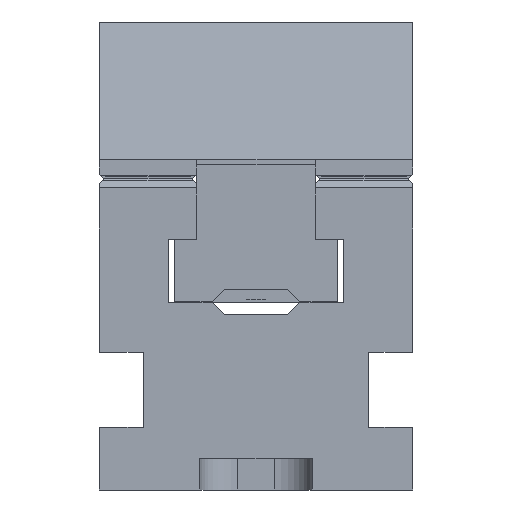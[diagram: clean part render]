
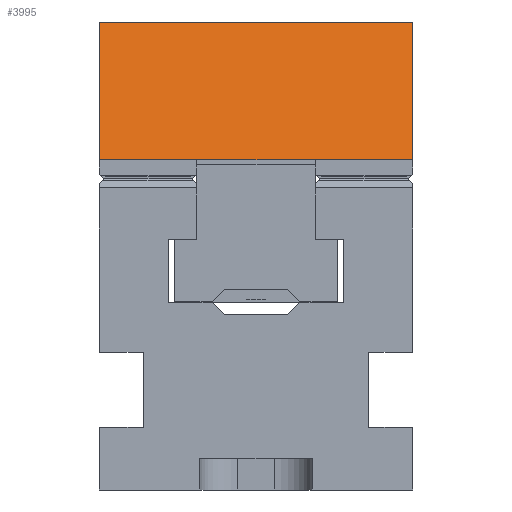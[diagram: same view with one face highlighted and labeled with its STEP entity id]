
A CAD part, front view. The second image highlights one B-rep face of the part: STEP entity #3995.
In plain terms, the highlighted face is planar.
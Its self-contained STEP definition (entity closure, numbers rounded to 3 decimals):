
#3995 = ADVANCED_FACE( '', ( #11311 ), #11312, .T. );
#11311 = FACE_OUTER_BOUND( '', #22229, .T. );
#11312 = PLANE( '', #22230 );
#22229 = EDGE_LOOP( '', ( #33446, #33447, #33448, #33449, #33450, #33451, #33452, #33453 ) );
#22230 = AXIS2_PLACEMENT_3D( '', #33454, #33455, #33456 );
#33446 = ORIENTED_EDGE( '', *, *, #68156, .F. );
#33447 = ORIENTED_EDGE( '', *, *, #68157, .T. );
#33448 = ORIENTED_EDGE( '', *, *, #68158, .F. );
#33449 = ORIENTED_EDGE( '', *, *, #68159, .F. );
#33450 = ORIENTED_EDGE( '', *, *, #68160, .T. );
#33451 = ORIENTED_EDGE( '', *, *, #68161, .T. );
#33452 = ORIENTED_EDGE( '', *, *, #68162, .F. );
#33453 = ORIENTED_EDGE( '', *, *, #68163, .F. );
#33454 = CARTESIAN_POINT( '', ( 25., 19.1, 12.5 ) );
#33455 = DIRECTION( '', ( 0., 0.966, 0.259 ) );
#33456 = DIRECTION( '', ( 0., -0.259, 0.966 ) );
#68156 = EDGE_CURVE( '', #82377, #82378, #82379, .T. );
#68157 = EDGE_CURVE( '', #82377, #82380, #82381, .T. );
#68158 = EDGE_CURVE( '', #82382, #82380, #82383, .T. );
#68159 = EDGE_CURVE( '', #82384, #82382, #82385, .T. );
#68160 = EDGE_CURVE( '', #82384, #82386, #82387, .T. );
#68161 = EDGE_CURVE( '', #82386, #82388, #82389, .T. );
#68162 = EDGE_CURVE( '', #82390, #82388, #82391, .T. );
#68163 = EDGE_CURVE( '', #82378, #82390, #82392, .T. );
#82377 = VERTEX_POINT( '', #103541 );
#82378 = VERTEX_POINT( '', #103542 );
#82379 = LINE( '', #103543, #103544 );
#82380 = VERTEX_POINT( '', #103545 );
#82381 = LINE( '', #103546, #103547 );
#82382 = VERTEX_POINT( '', #103548 );
#82383 = LINE( '', #103549, #103550 );
#82384 = VERTEX_POINT( '', #103551 );
#82385 = LINE( '', #103552, #103553 );
#82386 = VERTEX_POINT( '', #103554 );
#82387 = LINE( '', #103555, #103556 );
#82388 = VERTEX_POINT( '', #103557 );
#82389 = LINE( '', #103558, #103559 );
#82390 = VERTEX_POINT( '', #103560 );
#82391 = LINE( '', #103561, #103562 );
#82392 = LINE( '', #103563, #103564 );
#103541 = CARTESIAN_POINT( '', ( -9.5, 25., -9.519 ) );
#103542 = CARTESIAN_POINT( '', ( -9.5, 24.995, -9.5 ) );
#103543 = CARTESIAN_POINT( '', ( -9.5, 19.1, 12.5 ) );
#103544 = VECTOR( '', #134241, 1000. );
#103545 = CARTESIAN_POINT( '', ( -25., 25., -9.519 ) );
#103546 = CARTESIAN_POINT( '', ( 25., 25., -9.519 ) );
#103547 = VECTOR( '', #134242, 1000. );
#103548 = CARTESIAN_POINT( '', ( -25., 19.1, 12.5 ) );
#103549 = CARTESIAN_POINT( '', ( -25., 19.1, 12.5 ) );
#103550 = VECTOR( '', #134243, 1000. );
#103551 = CARTESIAN_POINT( '', ( 25., 19.1, 12.5 ) );
#103552 = CARTESIAN_POINT( '', ( 25., 19.1, 12.5 ) );
#103553 = VECTOR( '', #134244, 1000. );
#103554 = CARTESIAN_POINT( '', ( 25., 25., -9.519 ) );
#103555 = CARTESIAN_POINT( '', ( 25., 19.1, 12.5 ) );
#103556 = VECTOR( '', #134245, 1000. );
#103557 = CARTESIAN_POINT( '', ( 9.5, 25., -9.519 ) );
#103558 = CARTESIAN_POINT( '', ( 25., 25., -9.519 ) );
#103559 = VECTOR( '', #134246, 1000. );
#103560 = CARTESIAN_POINT( '', ( 9.5, 24.995, -9.5 ) );
#103561 = CARTESIAN_POINT( '', ( 9.5, 19.1, 12.5 ) );
#103562 = VECTOR( '', #134247, 1000. );
#103563 = CARTESIAN_POINT( '', ( 25., 24.995, -9.5 ) );
#103564 = VECTOR( '', #134248, 1000. );
#134241 = DIRECTION( '', ( 0., -0.259, 0.966 ) );
#134242 = DIRECTION( '', ( -1., 0., 0. ) );
#134243 = DIRECTION( '', ( 0., 0.259, -0.966 ) );
#134244 = DIRECTION( '', ( -1., 0., 0. ) );
#134245 = DIRECTION( '', ( 0., 0.259, -0.966 ) );
#134246 = DIRECTION( '', ( -1., 0., 0. ) );
#134247 = DIRECTION( '', ( 0., 0.259, -0.966 ) );
#134248 = DIRECTION( '', ( 1., 0., 0. ) );
